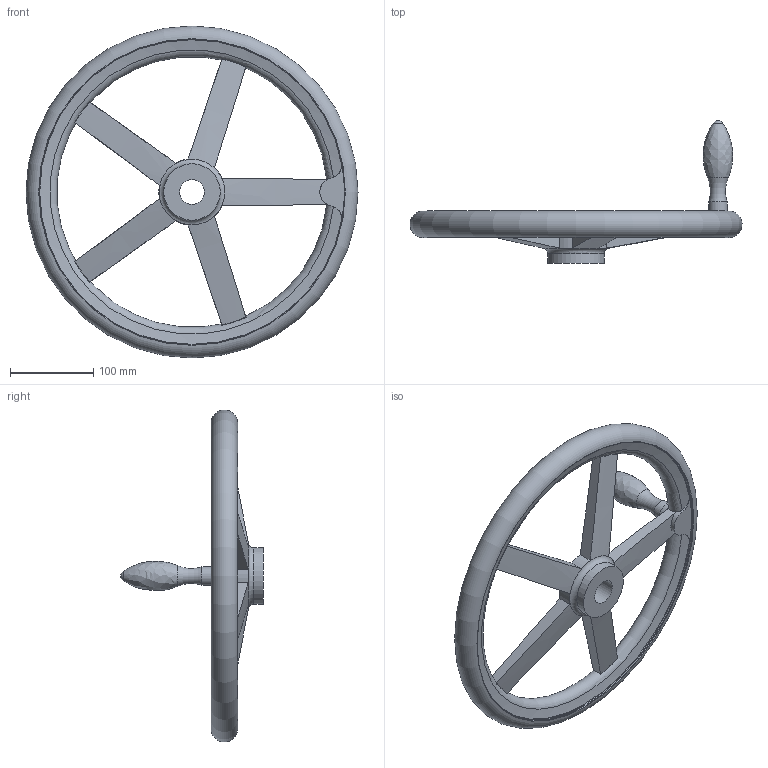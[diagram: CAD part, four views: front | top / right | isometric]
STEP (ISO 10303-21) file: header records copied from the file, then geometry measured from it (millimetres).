
FILE_DESCRIPTION( ( 'STEP AP214' ), '1' );
FILE_NAME( 'K0671.4400X30.stp', '2020-12-09T11:02:32', ( '' ), ( '' ), ' ', 'PARTsolutions', ' ' );
FILE_SCHEMA( ( 'AUTOMOTIVE_DESIGN { 1 0 10303 214 1 1 1 1 }' ) );
Length unit declared in the file: millimetre
Products named in the file (1): _K0671.4400X30
Bounding box: 399.98 x 171.94 x 399.98 mm (x, y, z)
Volume: 1441894 mm3; surface area: 210162.5 mm2
Topology: 1 solids, 1 shells, 56 faces, 168 edges, 108 vertices
Faces by surface type: torus 19, cylinder 17, plane 14, cone 4, bspline 1, sphere 1
Full cylindrical faces by diameter (mm): 22 x1, 30 x1, 68 x2, 368 x2
Entity records: 2793 total; most frequent: CARTESIAN_POINT 992, ORIENTED_EDGE 288, DIRECTION 246, EDGE_CURVE 144, AXIS2_PLACEMENT_3D 114, VERTEX_POINT 104, EDGE_LOOP 80, FACE_OUTER_BOUND 71
